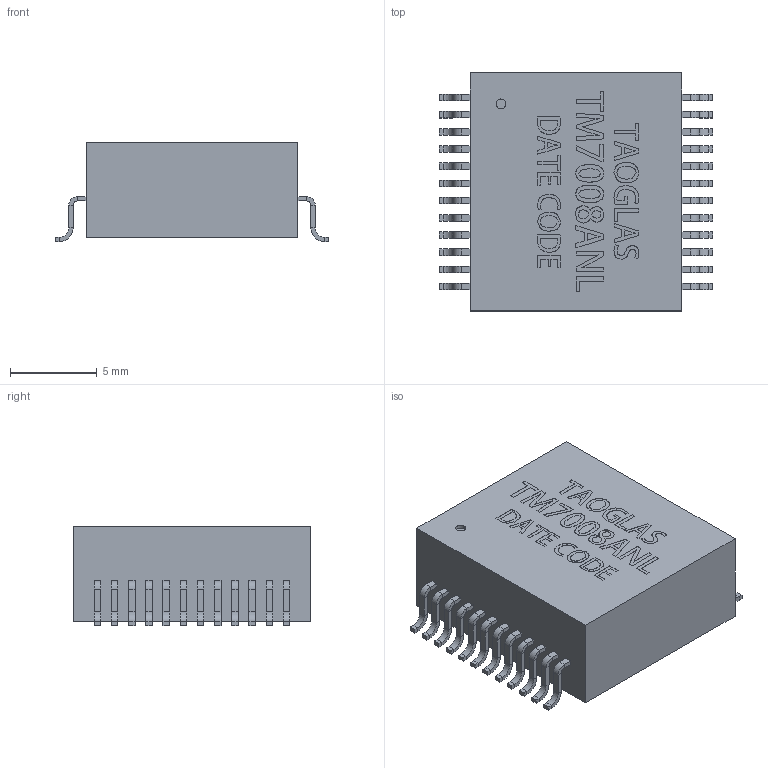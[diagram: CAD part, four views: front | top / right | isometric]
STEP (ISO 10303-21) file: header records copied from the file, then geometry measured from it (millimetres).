
FILE_DESCRIPTION (( 'STEP AP214' ), '1' );
FILE_NAME ('TM7008ANL.STEP', '2022-11-04T10:40:55', ( '' ), ( '' ), 'SwSTEP 2.0', 'SolidWorks 2022', '' );
FILE_SCHEMA (( 'AUTOMOTIVE_DESIGN' ));
Length unit declared in the file: millimetre
Products named in the file (1): TM7008ANL
Bounding box: 15.76 x 13.7 x 5.72 mm (x, y, z)
Volume: 922.4 mm3; surface area: 730.5 mm2
Topology: 1 solids, 1 shells, 809 faces, 1854 edges, 1108 vertices
Faces by surface type: plane 598, bspline 113, cylinder 98
Entity records: 25070 total; most frequent: CARTESIAN_POINT 6427, ORIENTED_EDGE 3708, DIRECTION 3071, EDGE_CURVE 1854, LINE 1285, VECTOR 1285, VERTEX_POINT 1108, AXIS2_PLACEMENT_3D 893
